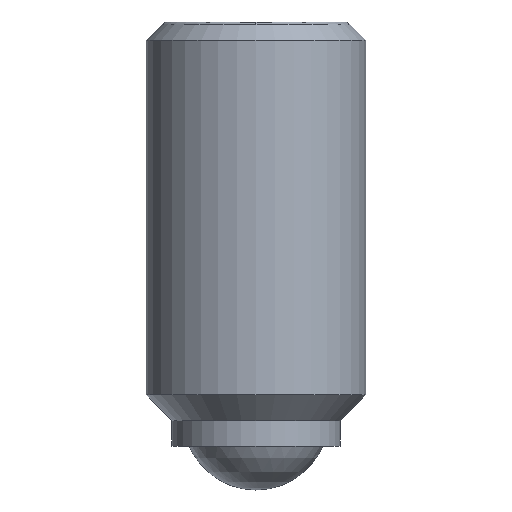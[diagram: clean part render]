
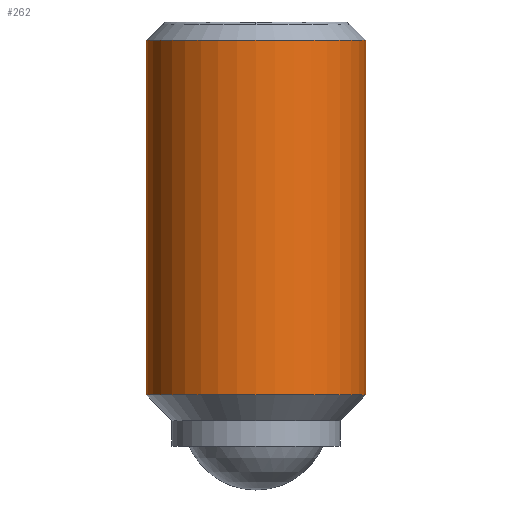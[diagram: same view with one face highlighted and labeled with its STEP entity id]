
A CAD part, front view. The second image highlights one B-rep face of the part: STEP entity #262.
In plain terms, the highlighted cylindrical face has radius 3 mm (diameter 6 mm), a partial arc.
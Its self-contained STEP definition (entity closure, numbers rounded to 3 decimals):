
#154=VERTEX_POINT('',#372);
#214=EDGE_CURVE('',#226,#296,#439,.T.);
#216=EDGE_CURVE('',#226,#154,#441,.T.);
#226=VERTEX_POINT('',#455);
#246=EDGE_CURVE('',#292,#154,#478,.T.);
#262=ADVANCED_FACE('',(#494),#495,.T.);
#292=VERTEX_POINT('',#530);
#296=VERTEX_POINT('',#534);
#314=EDGE_CURVE('',#296,#292,#553,.T.);
#372=CARTESIAN_POINT('',(3.,0.,-10.2));
#439=LINE('',#732,#733);
#441=CIRCLE('',#736,3.);
#455=CARTESIAN_POINT('',(-3.,0.,-10.2));
#478=LINE('',#780,#781);
#494=FACE_OUTER_BOUND('',#821,.T.);
#495=CYLINDRICAL_SURFACE('',#822,3.);
#530=CARTESIAN_POINT('',(3.,0.,-0.5));
#534=CARTESIAN_POINT('',(-3.,0.,-0.5));
#553=CIRCLE('',#901,3.);
#732=CARTESIAN_POINT('',(-3.,0.,-5.35));
#733=VECTOR('',#1027,1.0);
#736=AXIS2_PLACEMENT_3D('',#1028,#1029,#1030);
#780=CARTESIAN_POINT('',(3.,0.,-5.35));
#781=VECTOR('',#1088,1.0);
#821=EDGE_LOOP('',(#1097,#1098,#1099,#1100));
#822=AXIS2_PLACEMENT_3D('',#1101,#1102,#1103);
#901=AXIS2_PLACEMENT_3D('',#1166,#1167,#1168);
#1027=DIRECTION('',(0.0,0.0,1.0));
#1028=CARTESIAN_POINT('',(0.,0.,-10.2));
#1029=DIRECTION('',(0.0,0.0,1.0));
#1030=DIRECTION('',(-1.0,0.,0.0));
#1088=DIRECTION('',(-0.0,-0.0,-1.0));
#1097=ORIENTED_EDGE('',*,*,#214,.F.);
#1098=ORIENTED_EDGE('',*,*,#216,.T.);
#1099=ORIENTED_EDGE('',*,*,#246,.F.);
#1100=ORIENTED_EDGE('',*,*,#314,.F.);
#1101=CARTESIAN_POINT('',(0.,0.,-5.35));
#1102=DIRECTION('',(-0.0,-0.0,-1.0));
#1103=DIRECTION('',(-1.0,0.,0.0));
#1166=CARTESIAN_POINT('',(0.,0.,-0.5));
#1167=DIRECTION('',(0.0,0.0,1.0));
#1168=DIRECTION('',(-1.0,0.,0.0));
